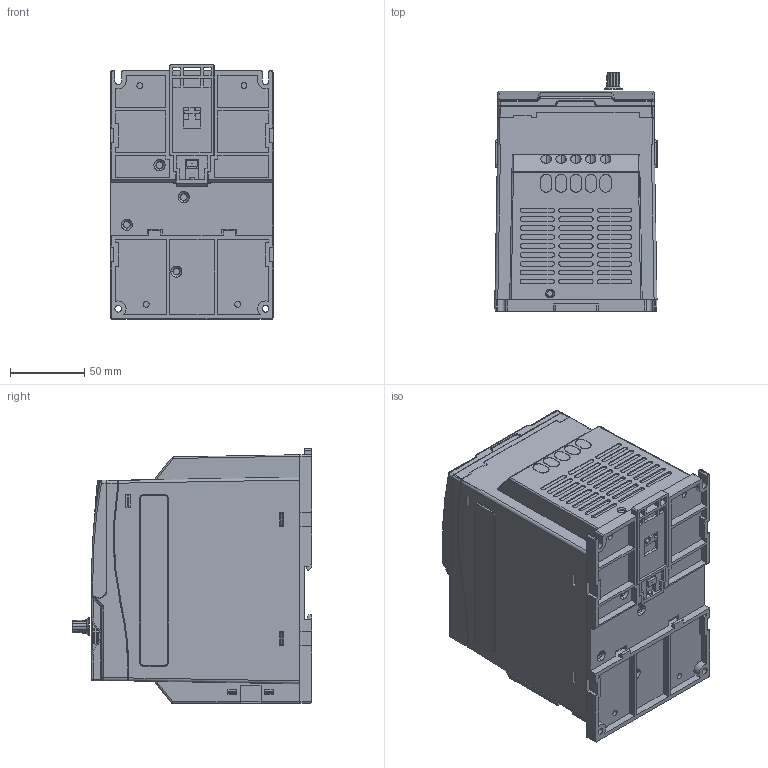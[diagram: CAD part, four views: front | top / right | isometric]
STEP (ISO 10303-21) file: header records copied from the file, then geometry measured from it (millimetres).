
FILE_DESCRIPTION (( 'STEP AP214' ), '1' );
FILE_NAME ('CNT-A310D33V022TEZ.STEP', '2026-02-26T07:57:28', ( '' ), ( '' ), 'SwSTEP 2.0', 'SolidWorks 2022', '' );
FILE_SCHEMA (( 'AUTOMOTIVE_DESIGN' ));
Length unit declared in the file: millimetre
Products named in the file (1): CNT-A310D33V022TEZ
Bounding box: 109.11 x 161 x 171 mm (x, y, z)
Volume: 2265963.1 mm3; surface area: 199682.7 mm2
Topology: 4 solids, 27 shells, 2686 faces, 7025 edges, 4589 vertices
Faces by surface type: plane 1899, cylinder 576, cone 72, bspline 59, torus 44, sphere 36
Entity records: 89990 total; most frequent: CARTESIAN_POINT 24903, ORIENTED_EDGE 14026, DIRECTION 12409, EDGE_CURVE 7013, LINE 5229, VECTOR 5229, VERTEX_POINT 4589, AXIS2_PLACEMENT_3D 3590
